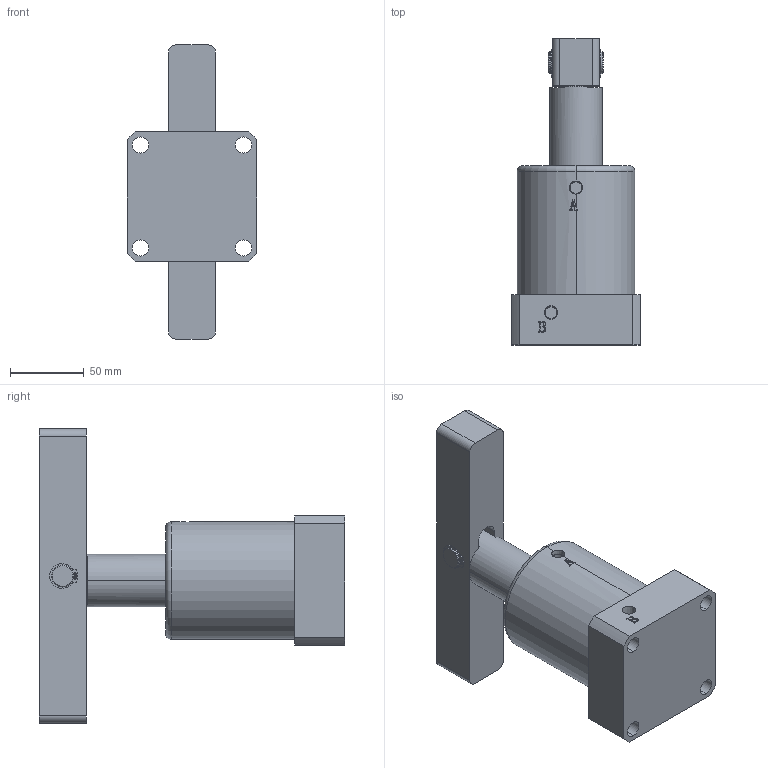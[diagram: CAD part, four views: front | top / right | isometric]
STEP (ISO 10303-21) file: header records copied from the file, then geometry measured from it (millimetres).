
FILE_DESCRIPTION (( 'STEP AP203' ), '1' );
FILE_NAME ('HSL-63D-E.STEP', '2020-04-18T06:08:13', ( '微软用户' ), ( '微软中国' ), 'SwSTEP 2.0', 'SolidWorks 2012', '' );
FILE_SCHEMA (( 'CONFIG_CONTROL_DESIGN' ));
Length unit declared in the file: millimetre
Products named in the file (6): HSL-63D-E; external circlip_bsi_BS 3673-4 - S014M; HSL-63D蛌褒詰揤旋杻秶; HSL-63S-11-34蛌褒詰掛极; HSL-63D转角缸活塞杆 -E; HSL-63D蛌褒詰隅弇种
Assembly tree (6 placements, depth 2):
  HSL-63D-E
    HSL-63S-11-34蛌褒詰掛极
    HSL-63D蛌褒詰隅弇种
    HSL-63D转角缸活塞杆 -E
    HSL-63D蛌褒詰揤旋杻秶
    external circlip_bsi_BS 3673-4 - S014M  x2
Bounding box: 88 x 208 x 200 mm (x, y, z)
Volume: 785620 mm3; surface area: 130482.9 mm2
Topology: 6 solids, 6 shells, 203 faces, 510 edges, 334 vertices
Faces by surface type: plane 82, cylinder 81, cone 18, bspline 16, torus 6
Entity records: 6911 total; most frequent: CARTESIAN_POINT 1880, DIRECTION 923, ORIENTED_EDGE 900, EDGE_CURVE 450, AXIS2_PLACEMENT_3D 347, VERTEX_POINT 294, LINE 229, VECTOR 229
